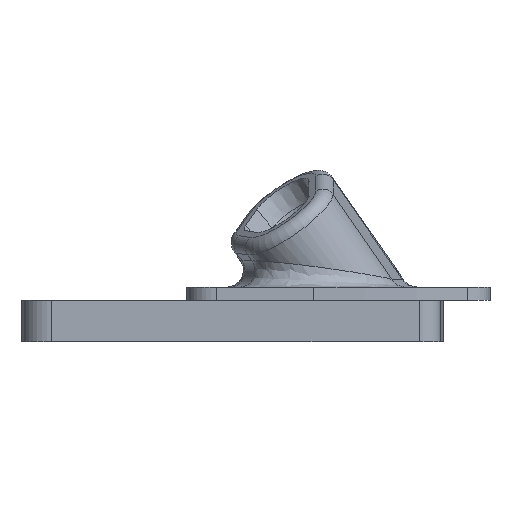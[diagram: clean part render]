
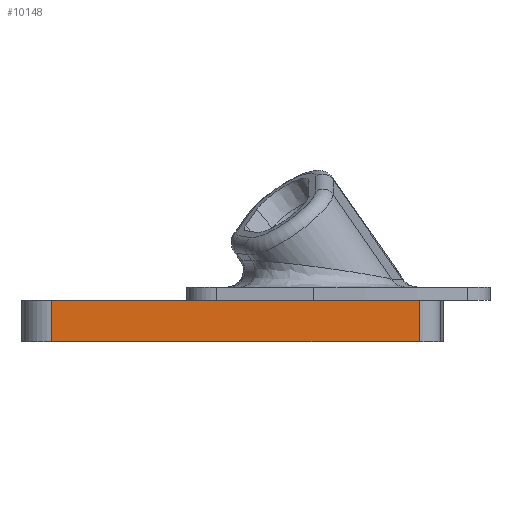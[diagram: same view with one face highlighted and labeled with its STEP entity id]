
A CAD part, left-side view. The second image highlights one B-rep face of the part: STEP entity #10148.
In plain terms, the highlighted planar face has unit normal (-1, 0, 0).
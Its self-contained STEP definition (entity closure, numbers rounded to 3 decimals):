
#4811 = PLANE('',#4812);
#4812 = AXIS2_PLACEMENT_3D('',#4813,#4814,#4815);
#4813 = CARTESIAN_POINT('',(0.,0.,-1.6));
#4814 = DIRECTION('',(0.,0.,1.));
#4815 = DIRECTION('',(1.,0.,0.));
#5274 = VERTEX_POINT('',#5275);
#5275 = CARTESIAN_POINT('',(-72.8,18.4,-1.6));
#5289 = PLANE('',#5290);
#5290 = AXIS2_PLACEMENT_3D('',#5291,#5292,#5293);
#5291 = CARTESIAN_POINT('',(0.,12.8,-1.6));
#5292 = DIRECTION('',(0.,0.,-1.));
#5293 = DIRECTION('',(-1.,0.,0.));
#8165 = EDGE_CURVE('',#5274,#8166,#8168,.T.);
#8166 = VERTEX_POINT('',#8167);
#8167 = CARTESIAN_POINT('',(-72.8,-9.8,-1.6));
#8168 = SURFACE_CURVE('',#8169,(#8173,#8180),.PCURVE_S1.);
#8169 = LINE('',#8170,#8171);
#8170 = CARTESIAN_POINT('',(-72.8,-4.9,-1.6));
#8171 = VECTOR('',#8172,1.);
#8172 = DIRECTION('',(0.,-1.,0.));
#8173 = PCURVE('',#4811,#8174);
#8174 = DEFINITIONAL_REPRESENTATION('',(#8175),#8179);
#8175 = LINE('',#8176,#8177);
#8176 = CARTESIAN_POINT('',(-72.8,-4.9));
#8177 = VECTOR('',#8178,1.);
#8178 = DIRECTION('',(0.,-1.));
#8179 = ( GEOMETRIC_REPRESENTATION_CONTEXT(2) 
PARAMETRIC_REPRESENTATION_CONTEXT() REPRESENTATION_CONTEXT('2D SPACE',''
  ) );
#8180 = PCURVE('',#8181,#8186);
#8181 = PLANE('',#8182);
#8182 = AXIS2_PLACEMENT_3D('',#8183,#8184,#8185);
#8183 = CARTESIAN_POINT('',(-72.8,-9.8,-1.6));
#8184 = DIRECTION('',(-1.,0.,0.));
#8185 = DIRECTION('',(0.,1.,0.));
#8186 = DEFINITIONAL_REPRESENTATION('',(#8187),#8191);
#8187 = LINE('',#8188,#8189);
#8188 = CARTESIAN_POINT('',(4.9,0.));
#8189 = VECTOR('',#8190,1.);
#8190 = DIRECTION('',(-1.,0.));
#8191 = ( GEOMETRIC_REPRESENTATION_CONTEXT(2) 
PARAMETRIC_REPRESENTATION_CONTEXT() REPRESENTATION_CONTEXT('2D SPACE',''
  ) );
#8210 = CYLINDRICAL_SURFACE('',#8211,2.6);
#8211 = AXIS2_PLACEMENT_3D('',#8212,#8213,#8214);
#8212 = CARTESIAN_POINT('',(-70.2,-9.8,-1.6));
#8213 = DIRECTION('',(0.,0.,-1.));
#8214 = DIRECTION('',(0.,-1.,0.));
#8736 = VERTEX_POINT('',#8737);
#8737 = CARTESIAN_POINT('',(-72.8,34.8,-1.6));
#8752 = CYLINDRICAL_SURFACE('',#8753,3.6);
#8753 = AXIS2_PLACEMENT_3D('',#8754,#8755,#8756);
#8754 = CARTESIAN_POINT('',(-69.2,34.8,-1.6));
#8755 = DIRECTION('',(0.,0.,-1.));
#8756 = DIRECTION('',(-1.,0.,0.));
#8764 = EDGE_CURVE('',#5274,#8736,#8765,.T.);
#8765 = SURFACE_CURVE('',#8766,(#8770,#8777),.PCURVE_S1.);
#8766 = LINE('',#8767,#8768);
#8767 = CARTESIAN_POINT('',(-72.8,-9.8,-1.6));
#8768 = VECTOR('',#8769,1.);
#8769 = DIRECTION('',(0.,1.,0.));
#8770 = PCURVE('',#5289,#8771);
#8771 = DEFINITIONAL_REPRESENTATION('',(#8772),#8776);
#8772 = LINE('',#8773,#8774);
#8773 = CARTESIAN_POINT('',(72.8,-22.6));
#8774 = VECTOR('',#8775,1.);
#8775 = DIRECTION('',(0.,1.));
#8776 = ( GEOMETRIC_REPRESENTATION_CONTEXT(2) 
PARAMETRIC_REPRESENTATION_CONTEXT() REPRESENTATION_CONTEXT('2D SPACE',''
  ) );
#8777 = PCURVE('',#8181,#8778);
#8778 = DEFINITIONAL_REPRESENTATION('',(#8779),#8783);
#8779 = LINE('',#8780,#8781);
#8780 = CARTESIAN_POINT('',(0.,0.));
#8781 = VECTOR('',#8782,1.);
#8782 = DIRECTION('',(1.,0.));
#8783 = ( GEOMETRIC_REPRESENTATION_CONTEXT(2) 
PARAMETRIC_REPRESENTATION_CONTEXT() REPRESENTATION_CONTEXT('2D SPACE',''
  ) );
#10148 = ADVANCED_FACE('',(#10149),#8181,.T.);
#10149 = FACE_BOUND('',#10150,.T.);
#10150 = EDGE_LOOP('',(#10151,#10152,#10153,#10176,#10204));
#10151 = ORIENTED_EDGE('',*,*,#8165,.F.);
#10152 = ORIENTED_EDGE('',*,*,#8764,.T.);
#10153 = ORIENTED_EDGE('',*,*,#10154,.T.);
#10154 = EDGE_CURVE('',#8736,#10155,#10157,.T.);
#10155 = VERTEX_POINT('',#10156);
#10156 = CARTESIAN_POINT('',(-72.8,34.8,-6.6));
#10157 = SURFACE_CURVE('',#10158,(#10162,#10169),.PCURVE_S1.);
#10158 = LINE('',#10159,#10160);
#10159 = CARTESIAN_POINT('',(-72.8,34.8,-1.6));
#10160 = VECTOR('',#10161,1.);
#10161 = DIRECTION('',(0.,0.,-1.));
#10162 = PCURVE('',#8181,#10163);
#10163 = DEFINITIONAL_REPRESENTATION('',(#10164),#10168);
#10164 = LINE('',#10165,#10166);
#10165 = CARTESIAN_POINT('',(44.6,0.));
#10166 = VECTOR('',#10167,1.);
#10167 = DIRECTION('',(0.,1.));
#10168 = ( GEOMETRIC_REPRESENTATION_CONTEXT(2) 
PARAMETRIC_REPRESENTATION_CONTEXT() REPRESENTATION_CONTEXT('2D SPACE',''
  ) );
#10169 = PCURVE('',#8752,#10170);
#10170 = DEFINITIONAL_REPRESENTATION('',(#10171),#10175);
#10171 = LINE('',#10172,#10173);
#10172 = CARTESIAN_POINT('',(0.,0.));
#10173 = VECTOR('',#10174,1.);
#10174 = DIRECTION('',(0.,1.));
#10175 = ( GEOMETRIC_REPRESENTATION_CONTEXT(2) 
PARAMETRIC_REPRESENTATION_CONTEXT() REPRESENTATION_CONTEXT('2D SPACE',''
  ) );
#10176 = ORIENTED_EDGE('',*,*,#10177,.F.);
#10177 = EDGE_CURVE('',#10178,#10155,#10180,.T.);
#10178 = VERTEX_POINT('',#10179);
#10179 = CARTESIAN_POINT('',(-72.8,-9.8,-6.6));
#10180 = SURFACE_CURVE('',#10181,(#10185,#10192),.PCURVE_S1.);
#10181 = LINE('',#10182,#10183);
#10182 = CARTESIAN_POINT('',(-72.8,-9.8,-6.6));
#10183 = VECTOR('',#10184,1.);
#10184 = DIRECTION('',(0.,1.,0.));
#10185 = PCURVE('',#8181,#10186);
#10186 = DEFINITIONAL_REPRESENTATION('',(#10187),#10191);
#10187 = LINE('',#10188,#10189);
#10188 = CARTESIAN_POINT('',(0.,5.));
#10189 = VECTOR('',#10190,1.);
#10190 = DIRECTION('',(1.,0.));
#10191 = ( GEOMETRIC_REPRESENTATION_CONTEXT(2) 
PARAMETRIC_REPRESENTATION_CONTEXT() REPRESENTATION_CONTEXT('2D SPACE',''
  ) );
#10192 = PCURVE('',#10193,#10198);
#10193 = PLANE('',#10194);
#10194 = AXIS2_PLACEMENT_3D('',#10195,#10196,#10197);
#10195 = CARTESIAN_POINT('',(0.,12.8,-6.6));
#10196 = DIRECTION('',(0.,0.,-1.));
#10197 = DIRECTION('',(-1.,0.,0.));
#10198 = DEFINITIONAL_REPRESENTATION('',(#10199),#10203);
#10199 = LINE('',#10200,#10201);
#10200 = CARTESIAN_POINT('',(72.8,-22.6));
#10201 = VECTOR('',#10202,1.);
#10202 = DIRECTION('',(0.,1.));
#10203 = ( GEOMETRIC_REPRESENTATION_CONTEXT(2) 
PARAMETRIC_REPRESENTATION_CONTEXT() REPRESENTATION_CONTEXT('2D SPACE',''
  ) );
#10204 = ORIENTED_EDGE('',*,*,#10205,.F.);
#10205 = EDGE_CURVE('',#8166,#10178,#10206,.T.);
#10206 = SURFACE_CURVE('',#10207,(#10211,#10218),.PCURVE_S1.);
#10207 = LINE('',#10208,#10209);
#10208 = CARTESIAN_POINT('',(-72.8,-9.8,-1.6));
#10209 = VECTOR('',#10210,1.);
#10210 = DIRECTION('',(0.,0.,-1.));
#10211 = PCURVE('',#8181,#10212);
#10212 = DEFINITIONAL_REPRESENTATION('',(#10213),#10217);
#10213 = LINE('',#10214,#10215);
#10214 = CARTESIAN_POINT('',(0.,0.));
#10215 = VECTOR('',#10216,1.);
#10216 = DIRECTION('',(0.,1.));
#10217 = ( GEOMETRIC_REPRESENTATION_CONTEXT(2) 
PARAMETRIC_REPRESENTATION_CONTEXT() REPRESENTATION_CONTEXT('2D SPACE',''
  ) );
#10218 = PCURVE('',#8210,#10219);
#10219 = DEFINITIONAL_REPRESENTATION('',(#10220),#10224);
#10220 = LINE('',#10221,#10222);
#10221 = CARTESIAN_POINT('',(1.571,0.));
#10222 = VECTOR('',#10223,1.);
#10223 = DIRECTION('',(0.,1.));
#10224 = ( GEOMETRIC_REPRESENTATION_CONTEXT(2) 
PARAMETRIC_REPRESENTATION_CONTEXT() REPRESENTATION_CONTEXT('2D SPACE',''
  ) );
